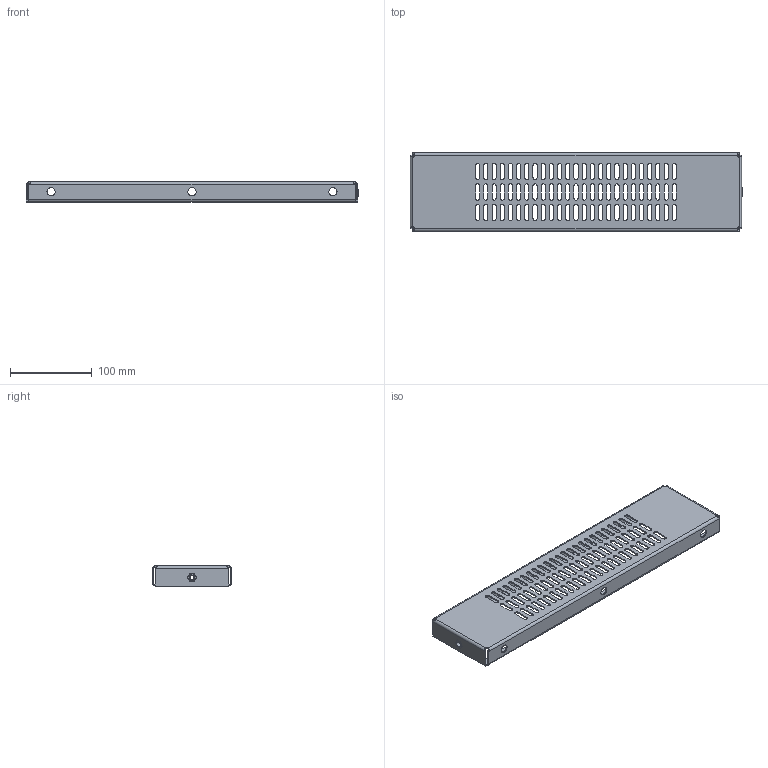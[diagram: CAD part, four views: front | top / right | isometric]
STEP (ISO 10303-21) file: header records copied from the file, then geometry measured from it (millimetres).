
FILE_DESCRIPTION (( 'STEP AP214' ), '1' );
FILE_NAME ('710.161.STEP', '2025-04-25T11:58:30', ( '' ), ( '' ), 'SwSTEP 2.0', 'SolidWorks 2021', '' );
FILE_SCHEMA (( 'AUTOMOTIVE_DESIGN' ));
Length unit declared in the file: millimetre
Products named in the file (3): Çàêëåïêà ðåçüáîâàÿ Ì6 øåñòèãðàííàÿ ñ óìåíüøåííûì áîðòîì; 710.161; 710.161 眈翴錪
Assembly tree (3 placements, depth 2):
  710.161
    710.161 眈翴錪
    Çàêëåïêà ðåçüáîâàÿ Ì6 øåñòèãðàííàÿ ñ óìåíüøåííûì áîðòîì  x2
Bounding box: 405.2 x 96 x 24.5 mm (x, y, z)
Volume: 91470 mm3; surface area: 129329.3 mm2
Topology: 3 solids, 3 shells, 440 faces, 1232 edges, 800 vertices
Faces by surface type: plane 234, cylinder 186, cone 12, bspline 8
Entity records: 14298 total; most frequent: CARTESIAN_POINT 2833, ORIENTED_EDGE 2348, DIRECTION 2330, EDGE_CURVE 1174, AXIS2_PLACEMENT_3D 781, VECTOR 768, LINE 768, VERTEX_POINT 764
